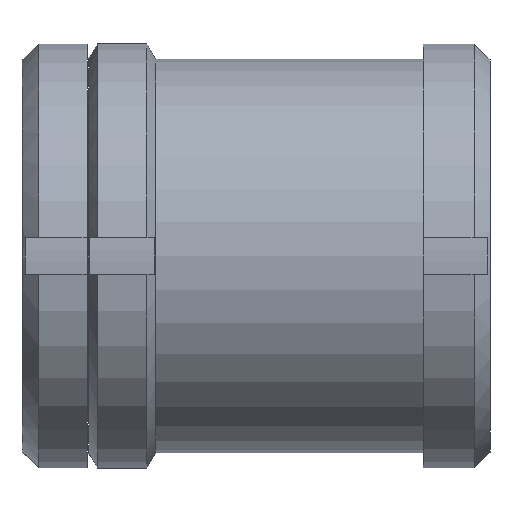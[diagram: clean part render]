
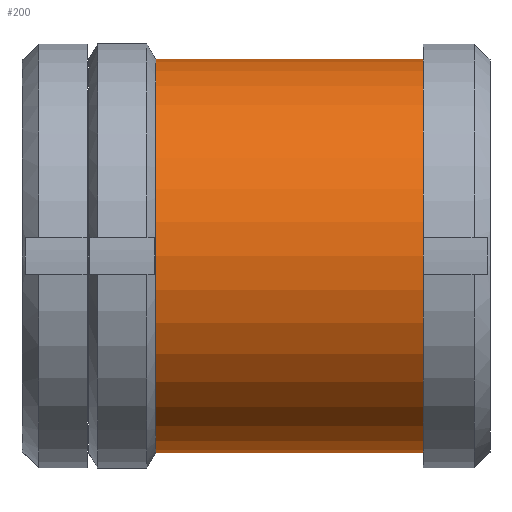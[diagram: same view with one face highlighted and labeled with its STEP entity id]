
A CAD part, left-side view. The second image highlights one B-rep face of the part: STEP entity #200.
In plain terms, the highlighted cylindrical face has radius 32.376 mm (diameter 64.752 mm), a full revolution.
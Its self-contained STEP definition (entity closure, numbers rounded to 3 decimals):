
#200 = ADVANCED_FACE( '', ( #425, #426 ), #427, .T. );
#425 = FACE_OUTER_BOUND( '', #664, .T. );
#426 = FACE_OUTER_BOUND( '', #665, .T. );
#427 = CYLINDRICAL_SURFACE( '', #666, 32.376 );
#664 = EDGE_LOOP( '', ( #1177 ) );
#665 = EDGE_LOOP( '', ( #1178 ) );
#666 = AXIS2_PLACEMENT_3D( '', #1179, #1180, #1181 );
#1177 = ORIENTED_EDGE( '', *, *, #1530, .T. );
#1178 = ORIENTED_EDGE( '', *, *, #1531, .F. );
#1179 = CARTESIAN_POINT( '', ( 0., 0., 0. ) );
#1180 = DIRECTION( '', ( 0., 1., 0. ) );
#1181 = DIRECTION( '', ( 0., 0., -1. ) );
#1530 = EDGE_CURVE( '', #1872, #1872, #1873, .T. );
#1531 = EDGE_CURVE( '', #1874, #1874, #1875, .T. );
#1872 = VERTEX_POINT( '', #2470 );
#1873 = CIRCLE( '', #2471, 32.376 );
#1874 = VERTEX_POINT( '', #2472 );
#1875 = CIRCLE( '', #2473, 32.376 );
#2470 = CARTESIAN_POINT( '', ( 0., 55.01, -32.376 ) );
#2471 = AXIS2_PLACEMENT_3D( '', #2745, #2746, #2747 );
#2472 = CARTESIAN_POINT( '', ( 0., 11., -32.376 ) );
#2473 = AXIS2_PLACEMENT_3D( '', #2748, #2749, #2750 );
#2745 = CARTESIAN_POINT( '', ( 0., 55.01, 0. ) );
#2746 = DIRECTION( '', ( 0., -1., 0. ) );
#2747 = DIRECTION( '', ( 0., 0., -1. ) );
#2748 = CARTESIAN_POINT( '', ( 0., 11., 0. ) );
#2749 = DIRECTION( '', ( 0., -1., 0. ) );
#2750 = DIRECTION( '', ( 0., 0., -1. ) );
